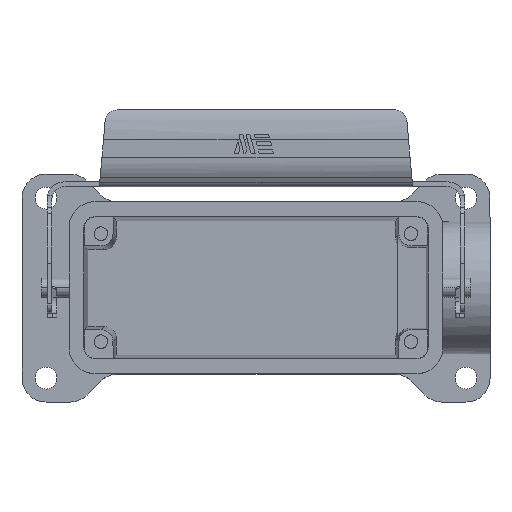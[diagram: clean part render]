
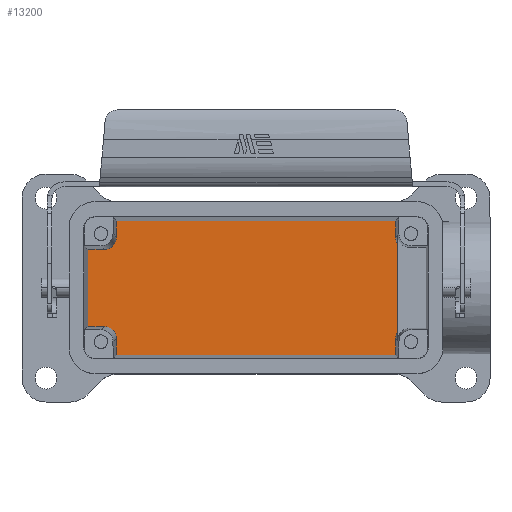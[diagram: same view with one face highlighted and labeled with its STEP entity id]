
A CAD part, top view. The second image highlights one B-rep face of the part: STEP entity #13200.
In plain terms, the highlighted planar face has unit normal (0, 0, 1).
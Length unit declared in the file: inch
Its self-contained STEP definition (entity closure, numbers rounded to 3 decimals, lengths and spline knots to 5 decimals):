
#77 = EDGE_CURVE ( 'NONE', #227, #627, #1931, .T. ) ;
#227 = VERTEX_POINT ( 'NONE', #12873 ) ;
#242 = EDGE_LOOP ( 'NONE', ( #4644, #7289, #5608, #8048, #8798, #13290, #12164, #5356, #13743, #11561, #10560, #1161, #13370, #12234 ) ) ;
#320 = EDGE_CURVE ( 'NONE', #544, #12263, #5542, .T. ) ;
#544 = VERTEX_POINT ( 'NONE', #13449 ) ;
#627 = VERTEX_POINT ( 'NONE', #5883 ) ;
#682 = CARTESIAN_POINT ( 'NONE',  ( -1.65743, 0.70079, 0.15748 ) ) ;
#865 = VERTEX_POINT ( 'NONE', #13158 ) ;
#948 = DIRECTION ( 'NONE',  ( 0., 1., 0. ) ) ;
#1146 = VECTOR ( 'NONE', #948, 39.37008 ) ;
#1161 = ORIENTED_EDGE ( 'NONE', *, *, #2594, .T. ) ;
#1385 = DIRECTION ( 'NONE',  ( 0., 1., 0. ) ) ;
#1740 = LINE ( 'NONE', #4977, #3603 ) ;
#1879 = EDGE_CURVE ( 'NONE', #3922, #865, #12707, .T. ) ;
#1906 = CARTESIAN_POINT ( 'NONE',  ( 1.37381, 0.4978, 0.15748 ) ) ;
#1931 = LINE ( 'NONE', #12728, #12897 ) ;
#2069 = EDGE_CURVE ( 'NONE', #4873, #544, #11972, .T. ) ;
#2425 = EDGE_CURVE ( 'NONE', #6424, #12061, #3384, .T. ) ;
#2594 = EDGE_CURVE ( 'NONE', #4238, #10728, #6946, .T. ) ;
#2676 = CARTESIAN_POINT ( 'NONE',  ( 1.38065, -0.45172, 0.15748 ) ) ;
#2734 = VECTOR ( 'NONE', #7097, 39.37008 ) ;
#2968 = CARTESIAN_POINT ( 'NONE',  ( 1.58465, 0.66333, 0.15748 ) ) ;
#3000 = CARTESIAN_POINT ( 'NONE',  ( -1.37381, 0.4978, 0.15748 ) ) ;
#3106 = CARTESIAN_POINT ( 'NONE',  ( -1.37381, -0.59055, 0.15748 ) ) ;
#3384 = LINE ( 'NONE', #3106, #13179 ) ;
#3603 = VECTOR ( 'NONE', #5882, 39.37008 ) ;
#3629 = CARTESIAN_POINT ( 'NONE',  ( -1.4919, -0.37971, 0.15748 ) ) ;
#3922 = VERTEX_POINT ( 'NONE', #13173 ) ;
#3974 = CARTESIAN_POINT ( 'NONE',  ( -1.4919, 0.37971, 0.15748 ) ) ;
#4050 = VECTOR ( 'NONE', #11480, 39.37008 ) ;
#4068 = DIRECTION ( 'NONE',  ( 0., -1., 0. ) ) ;
#4117 = DIRECTION ( 'NONE',  ( -1., 0., 0. ) ) ;
#4132 = EDGE_CURVE ( 'NONE', #7115, #4873, #1740, .T. ) ;
#4238 = VERTEX_POINT ( 'NONE', #4410 ) ;
#4257 = VECTOR ( 'NONE', #4788, 39.37008 ) ;
#4331 = LINE ( 'NONE', #6284, #1146 ) ;
#4410 = CARTESIAN_POINT ( 'NONE',  ( -1.65743, -0.37971, 0.15748 ) ) ;
#4644 = ORIENTED_EDGE ( 'NONE', *, *, #4132, .T. ) ;
#4724 = EDGE_CURVE ( 'NONE', #12263, #865, #4331, .T. ) ;
#4788 = DIRECTION ( 'NONE',  ( 1., 0., 0. ) ) ;
#4799 = VECTOR ( 'NONE', #4068, 39.37008 ) ;
#4873 = VERTEX_POINT ( 'NONE', #9981 ) ;
#4977 = CARTESIAN_POINT ( 'NONE',  ( 1.58465, -0.66333, 0.15748 ) ) ;
#5046 = CARTESIAN_POINT ( 'NONE',  ( -1.42272, -0.37971, 0.15748 ) ) ;
#5356 = ORIENTED_EDGE ( 'NONE', *, *, #2425, .T. ) ;
#5542 =( BOUNDED_CURVE ( )  B_SPLINE_CURVE ( 3, ( #6951, #13333, #2676, #5642 ),
 .UNSPECIFIED., .F., .T. ) 
 B_SPLINE_CURVE_WITH_KNOTS ( ( 4, 4 ),
 ( 2.35635, 2.94571 ),
 .UNSPECIFIED. ) 
 CURVE ( )  GEOMETRIC_REPRESENTATION_ITEM ( )  RATIONAL_B_SPLINE_CURVE ( ( 1., 0.971, 0.971, 1. ) ) 
 REPRESENTATION_ITEM ( '' )  );
#5608 = ORIENTED_EDGE ( 'NONE', *, *, #320, .T. ) ;
#5642 = CARTESIAN_POINT ( 'NONE',  ( 1.39374, -0.43215, 0.15748 ) ) ;
#5882 = DIRECTION ( 'NONE',  ( 1., 0., 0. ) ) ;
#5883 = CARTESIAN_POINT ( 'NONE',  ( -1.65743, 0.37971, 0.15748 ) ) ;
#5945 = CARTESIAN_POINT ( 'NONE',  ( -1.37381, -0.42862, 0.15748 ) ) ;
#5966 = CARTESIAN_POINT ( 'NONE',  ( 1.39374, 0.43215, 0.15748 ) ) ;
#6006 = EDGE_CURVE ( 'NONE', #13781, #6424, #10452, .T. ) ;
#6284 = CARTESIAN_POINT ( 'NONE',  ( 1.39374, -0.59055, 0.15748 ) ) ;
#6424 = VERTEX_POINT ( 'NONE', #10693 ) ;
#6510 = VECTOR ( 'NONE', #11001, 39.37008 ) ;
#6742 = CARTESIAN_POINT ( 'NONE',  ( 1.58465, -0.37971, 0.15748 ) ) ;
#6804 = CARTESIAN_POINT ( 'NONE',  ( 1.37381, -0.59055, 0.15748 ) ) ;
#6880 = CARTESIAN_POINT ( 'NONE',  ( -1.37381, -0.4978, 0.15748 ) ) ;
#6946 = LINE ( 'NONE', #6742, #4257 ) ;
#6951 = CARTESIAN_POINT ( 'NONE',  ( 1.37381, -0.4978, 0.15748 ) ) ;
#7097 = DIRECTION ( 'NONE',  ( -1., 0., 0. ) ) ;
#7115 = VERTEX_POINT ( 'NONE', #13122 ) ;
#7289 = ORIENTED_EDGE ( 'NONE', *, *, #2069, .T. ) ;
#7346 = LINE ( 'NONE', #12473, #4799 ) ;
#7919 = LINE ( 'NONE', #6804, #6510 ) ;
#8018 = VECTOR ( 'NONE', #1385, 39.37008 ) ;
#8048 = ORIENTED_EDGE ( 'NONE', *, *, #4724, .T. ) ;
#8101 = VERTEX_POINT ( 'NONE', #6880 ) ;
#8189 = CARTESIAN_POINT ( 'NONE',  ( -1.4919, -0.37971, 0.15748 ) ) ;
#8279 = CARTESIAN_POINT ( 'NONE',  ( 1.38065, 0.45172, 0.15748 ) ) ;
#8592 = EDGE_CURVE ( 'NONE', #3922, #13781, #7919, .T. ) ;
#8701 = DIRECTION ( 'NONE',  ( 0., -1., 0. ) ) ;
#8727 = EDGE_CURVE ( 'NONE', #627, #4238, #10425, .T. ) ;
#8798 = ORIENTED_EDGE ( 'NONE', *, *, #1879, .F. ) ;
#8819 = CARTESIAN_POINT ( 'NONE',  ( 1.37381, 0.66333, 0.15748 ) ) ;
#9397 = CARTESIAN_POINT ( 'NONE',  ( 1.58465, -0.59055, 0.15748 ) ) ;
#9523 = EDGE_CURVE ( 'NONE', #10728, #8101, #13601, .T. ) ;
#9569 = CARTESIAN_POINT ( 'NONE',  ( -1.37381, 0.42862, 0.15748 ) ) ;
#9689 = AXIS2_PLACEMENT_3D ( 'NONE', #9397, #13688, #13612 ) ;
#9981 = CARTESIAN_POINT ( 'NONE',  ( 1.37381, -0.66333, 0.15748 ) ) ;
#10425 = LINE ( 'NONE', #682, #4050 ) ;
#10447 = CARTESIAN_POINT ( 'NONE',  ( 1.37381, 0.47426, 0.15748 ) ) ;
#10452 = LINE ( 'NONE', #2968, #2734 ) ;
#10560 = ORIENTED_EDGE ( 'NONE', *, *, #8727, .T. ) ;
#10625 = CARTESIAN_POINT ( 'NONE',  ( -1.42272, 0.37971, 0.15748 ) ) ;
#10693 = CARTESIAN_POINT ( 'NONE',  ( -1.37381, 0.66333, 0.15748 ) ) ;
#10728 = VERTEX_POINT ( 'NONE', #3629 ) ;
#10822 =( BOUNDED_CURVE ( )  B_SPLINE_CURVE ( 3, ( #3000, #9569, #10625, #3974 ),
 .UNSPECIFIED., .F., .T. ) 
 B_SPLINE_CURVE_WITH_KNOTS ( ( 4, 4 ),
 ( 2.35635, 3.92684 ),
 .UNSPECIFIED. ) 
 CURVE ( )  GEOMETRIC_REPRESENTATION_ITEM ( )  RATIONAL_B_SPLINE_CURVE ( ( 1., 0.805, 0.805, 1. ) ) 
 REPRESENTATION_ITEM ( '' )  );
#10899 = EDGE_CURVE ( 'NONE', #12061, #227, #10822, .T. ) ;
#10988 = CARTESIAN_POINT ( 'NONE',  ( 1.37381, -0.59055, 0.15748 ) ) ;
#11001 = DIRECTION ( 'NONE',  ( 0., 1., 0. ) ) ;
#11480 = DIRECTION ( 'NONE',  ( 0., -1., 0. ) ) ;
#11561 = ORIENTED_EDGE ( 'NONE', *, *, #77, .T. ) ;
#11573 = PLANE ( 'NONE',  #9689 ) ;
#11767 = CARTESIAN_POINT ( 'NONE',  ( 1.39374, -0.43215, 0.15748 ) ) ;
#11972 = LINE ( 'NONE', #10988, #8018 ) ;
#12061 = VERTEX_POINT ( 'NONE', #12332 ) ;
#12102 = EDGE_CURVE ( 'NONE', #8101, #7115, #7346, .T. ) ;
#12164 = ORIENTED_EDGE ( 'NONE', *, *, #6006, .T. ) ;
#12234 = ORIENTED_EDGE ( 'NONE', *, *, #12102, .T. ) ;
#12263 = VERTEX_POINT ( 'NONE', #11767 ) ;
#12332 = CARTESIAN_POINT ( 'NONE',  ( -1.37381, 0.4978, 0.15748 ) ) ;
#12400 = CARTESIAN_POINT ( 'NONE',  ( -1.37381, -0.4978, 0.15748 ) ) ;
#12473 = CARTESIAN_POINT ( 'NONE',  ( -1.37381, -0.59055, 0.15748 ) ) ;
#12706 = FACE_OUTER_BOUND ( 'NONE', #242, .T. ) ;
#12707 =( BOUNDED_CURVE ( )  B_SPLINE_CURVE ( 3, ( #1906, #10447, #8279, #5966 ),
 .UNSPECIFIED., .F., .T. ) 
 B_SPLINE_CURVE_WITH_KNOTS ( ( 4, 4 ),
 ( 2.35635, 2.94571 ),
 .UNSPECIFIED. ) 
 CURVE ( )  GEOMETRIC_REPRESENTATION_ITEM ( )  RATIONAL_B_SPLINE_CURVE ( ( 1., 0.971, 0.971, 1. ) ) 
 REPRESENTATION_ITEM ( '' )  );
#12728 = CARTESIAN_POINT ( 'NONE',  ( 1.58465, 0.37971, 0.15748 ) ) ;
#12873 = CARTESIAN_POINT ( 'NONE',  ( -1.4919, 0.37971, 0.15748 ) ) ;
#12897 = VECTOR ( 'NONE', #4117, 39.37008 ) ;
#13122 = CARTESIAN_POINT ( 'NONE',  ( -1.37381, -0.66333, 0.15748 ) ) ;
#13158 = CARTESIAN_POINT ( 'NONE',  ( 1.39374, 0.43215, 0.15748 ) ) ;
#13173 = CARTESIAN_POINT ( 'NONE',  ( 1.37381, 0.4978, 0.15748 ) ) ;
#13179 = VECTOR ( 'NONE', #8701, 39.37008 ) ;
#13200 = ADVANCED_FACE ( 'NONE', ( #12706 ), #11573, .T. ) ;
#13290 = ORIENTED_EDGE ( 'NONE', *, *, #8592, .T. ) ;
#13333 = CARTESIAN_POINT ( 'NONE',  ( 1.37381, -0.47426, 0.15748 ) ) ;
#13370 = ORIENTED_EDGE ( 'NONE', *, *, #9523, .T. ) ;
#13449 = CARTESIAN_POINT ( 'NONE',  ( 1.37381, -0.4978, 0.15748 ) ) ;
#13601 =( BOUNDED_CURVE ( )  B_SPLINE_CURVE ( 3, ( #8189, #5046, #5945, #12400 ),
 .UNSPECIFIED., .F., .T. ) 
 B_SPLINE_CURVE_WITH_KNOTS ( ( 4, 4 ),
 ( 2.35635, 3.92684 ),
 .UNSPECIFIED. ) 
 CURVE ( )  GEOMETRIC_REPRESENTATION_ITEM ( )  RATIONAL_B_SPLINE_CURVE ( ( 1., 0.805, 0.805, 1. ) ) 
 REPRESENTATION_ITEM ( '' )  );
#13612 = DIRECTION ( 'NONE',  ( 1., 0., 0. ) ) ;
#13688 = DIRECTION ( 'NONE',  ( 0., 0., 1. ) ) ;
#13743 = ORIENTED_EDGE ( 'NONE', *, *, #10899, .T. ) ;
#13781 = VERTEX_POINT ( 'NONE', #8819 ) ;
